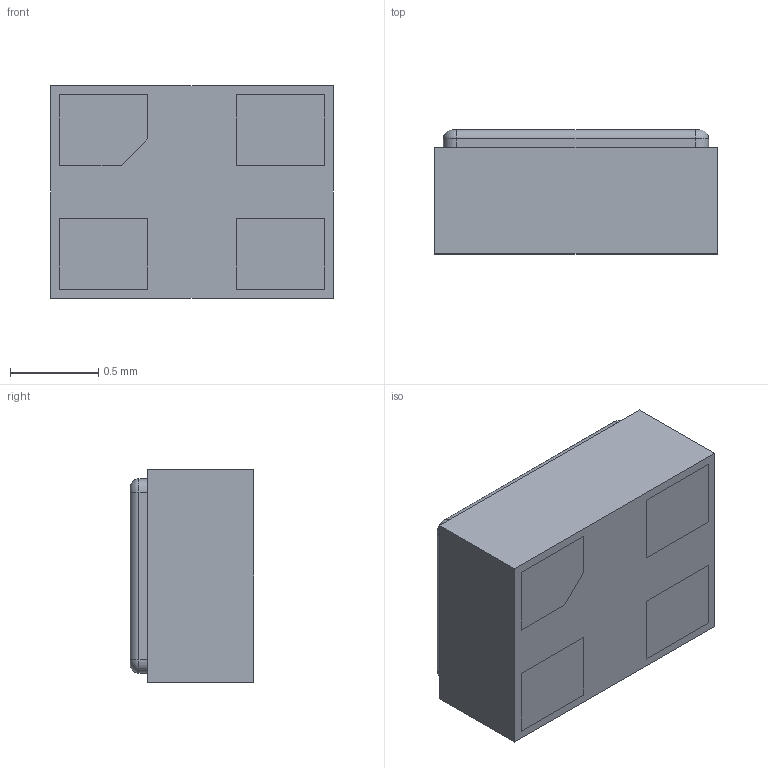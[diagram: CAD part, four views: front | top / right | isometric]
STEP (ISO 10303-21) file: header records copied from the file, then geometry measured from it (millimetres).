
FILE_DESCRIPTION (( 'STEP AP214' ), '1' );
FILE_NAME ('ECS-1612MV-080-CN-TR.STEP', '2020-05-22T00:19:47', ( '' ), ( '' ), 'SwSTEP 2.0', 'SolidWorks 2017', '' );
FILE_SCHEMA (( 'AUTOMOTIVE_DESIGN' ));
Length unit declared in the file: millimetre
Products named in the file (1): ECS-1612MV-080-CN-TR
Bounding box: 1.6 x 0.7 x 1.2 mm (x, y, z)
Volume: 1.3 mm3; surface area: 14.1 mm2
Topology: 7 solids, 7 shells, 88 faces, 202 edges, 132 vertices
Faces by surface type: plane 68, cylinder 16, torus 4
Entity records: 2550 total; most frequent: CARTESIAN_POINT 423, DIRECTION 416, ORIENTED_EDGE 404, EDGE_CURVE 202, VECTOR 166, LINE 166, VERTEX_POINT 132, AXIS2_PLACEMENT_3D 125
